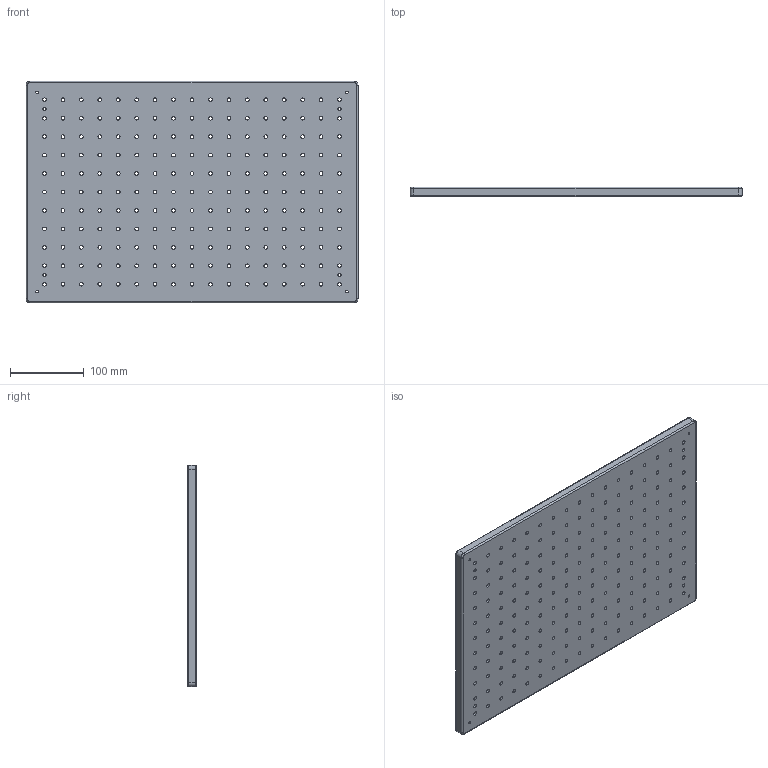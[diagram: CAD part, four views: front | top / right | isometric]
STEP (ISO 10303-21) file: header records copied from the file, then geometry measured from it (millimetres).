
FILE_DESCRIPTION (( 'STEP AP203' ), '1' );
FILE_NAME ('BR0345-1M.STEP', '2016-05-19T09:02:49', ( '' ), ( '' ), 'SwSTEP 2.0', 'SolidWorks 2016', '' );
FILE_SCHEMA (( 'CONFIG_CONTROL_DESIGN' ));
Length unit declared in the file: millimetre
Products named in the file (1): BR0345-1M
Bounding box: 450 x 13 x 300 mm (x, y, z)
Volume: 1702336.3 mm3; surface area: 318966.5 mm2
Topology: 1 solids, 1 shells, 428 faces, 1250 edges, 828 vertices
Faces by surface type: cylinder 410, plane 10, torus 8
Entity records: 15531 total; most frequent: DIRECTION 2936, CARTESIAN_POINT 2507, ORIENTED_EDGE 2500, AXIS2_PLACEMENT_3D 1257, EDGE_CURVE 1250, VERTEX_POINT 828, CIRCLE 828, EDGE_LOOP 822
